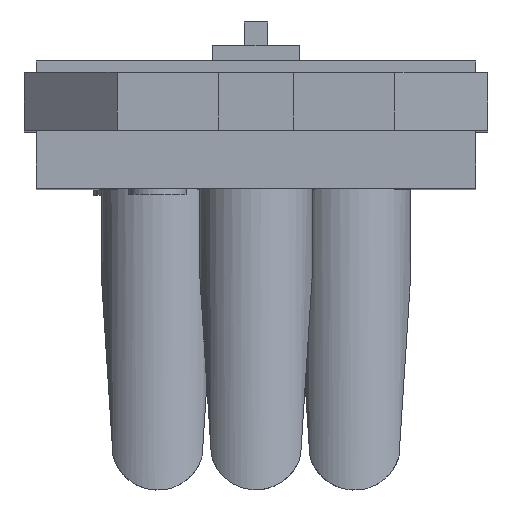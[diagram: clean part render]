
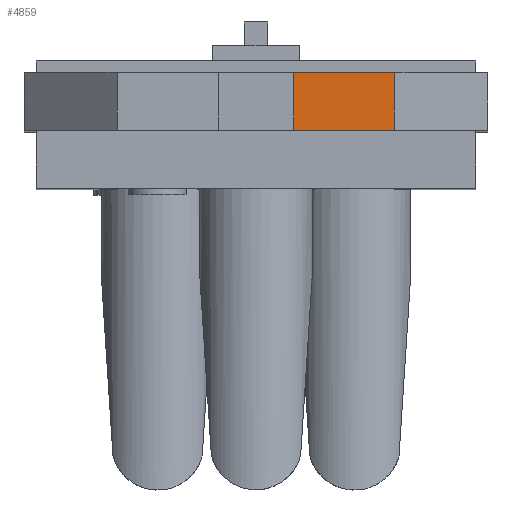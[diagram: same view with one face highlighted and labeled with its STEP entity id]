
A CAD part, top view. The second image highlights one B-rep face of the part: STEP entity #4859.
In plain terms, the highlighted planar face has unit normal (0, 0, 1).
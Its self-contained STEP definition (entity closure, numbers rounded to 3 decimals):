
#100 = PLANE('',#101);
#101 = AXIS2_PLACEMENT_3D('',#102,#103,#104);
#102 = CARTESIAN_POINT('',(0.,1.,6.89));
#103 = DIRECTION('',(0.,1.,0.));
#104 = DIRECTION('',(0.,0.,1.));
#156 = PLANE('',#157);
#157 = AXIS2_PLACEMENT_3D('',#158,#159,#160);
#158 = CARTESIAN_POINT('',(0.,2.,6.89));
#159 = DIRECTION('',(0.,1.,0.));
#160 = DIRECTION('',(0.,0.,1.));
#1108 = VERTEX_POINT('',#1109);
#1109 = CARTESIAN_POINT('',(0.65,1.,9.1));
#1123 = PLANE('',#1124);
#1124 = AXIS2_PLACEMENT_3D('',#1125,#1126,#1127);
#1125 = CARTESIAN_POINT('',(0.65,1.,9.1));
#1126 = DIRECTION('',(1.,0.,0.));
#1127 = DIRECTION('',(0.,0.,1.));
#1135 = EDGE_CURVE('',#1136,#1108,#1138,.T.);
#1136 = VERTEX_POINT('',#1137);
#1137 = CARTESIAN_POINT('',(2.4,1.,9.1));
#1138 = SURFACE_CURVE('',#1139,(#1143,#1150),.PCURVE_S1.);
#1139 = LINE('',#1140,#1141);
#1140 = CARTESIAN_POINT('',(2.4,1.,9.1));
#1141 = VECTOR('',#1142,1.);
#1142 = DIRECTION('',(-1.,0.,0.));
#1143 = PCURVE('',#100,#1144);
#1144 = DEFINITIONAL_REPRESENTATION('',(#1145),#1149);
#1145 = LINE('',#1146,#1147);
#1146 = CARTESIAN_POINT('',(2.21,2.4));
#1147 = VECTOR('',#1148,1.);
#1148 = DIRECTION('',(-0.,-1.));
#1149 = ( GEOMETRIC_REPRESENTATION_CONTEXT(2) 
PARAMETRIC_REPRESENTATION_CONTEXT() REPRESENTATION_CONTEXT('2D SPACE',''
  ) );
#1150 = PCURVE('',#1151,#1156);
#1151 = PLANE('',#1152);
#1152 = AXIS2_PLACEMENT_3D('',#1153,#1154,#1155);
#1153 = CARTESIAN_POINT('',(2.4,1.,9.1));
#1154 = DIRECTION('',(0.,0.,1.));
#1155 = DIRECTION('',(-1.,0.,0.));
#1156 = DEFINITIONAL_REPRESENTATION('',(#1157),#1161);
#1157 = LINE('',#1158,#1159);
#1158 = CARTESIAN_POINT('',(0.,-0.));
#1159 = VECTOR('',#1160,1.);
#1160 = DIRECTION('',(1.,0.));
#1161 = ( GEOMETRIC_REPRESENTATION_CONTEXT(2) 
PARAMETRIC_REPRESENTATION_CONTEXT() REPRESENTATION_CONTEXT('2D SPACE',''
  ) );
#1179 = PLANE('',#1180);
#1180 = AXIS2_PLACEMENT_3D('',#1181,#1182,#1183);
#1181 = CARTESIAN_POINT('',(4.,1.,7.5));
#1182 = DIRECTION('',(0.707,0.,0.707));
#1183 = DIRECTION('',(-0.707,0.,0.707));
#1534 = VERTEX_POINT('',#1535);
#1535 = CARTESIAN_POINT('',(0.65,2.,9.1));
#1556 = EDGE_CURVE('',#1557,#1534,#1559,.T.);
#1557 = VERTEX_POINT('',#1558);
#1558 = CARTESIAN_POINT('',(2.4,2.,9.1));
#1559 = SURFACE_CURVE('',#1560,(#1564,#1571),.PCURVE_S1.);
#1560 = LINE('',#1561,#1562);
#1561 = CARTESIAN_POINT('',(2.4,2.,9.1));
#1562 = VECTOR('',#1563,1.);
#1563 = DIRECTION('',(-1.,0.,0.));
#1564 = PCURVE('',#156,#1565);
#1565 = DEFINITIONAL_REPRESENTATION('',(#1566),#1570);
#1566 = LINE('',#1567,#1568);
#1567 = CARTESIAN_POINT('',(2.21,2.4));
#1568 = VECTOR('',#1569,1.);
#1569 = DIRECTION('',(-0.,-1.));
#1570 = ( GEOMETRIC_REPRESENTATION_CONTEXT(2) 
PARAMETRIC_REPRESENTATION_CONTEXT() REPRESENTATION_CONTEXT('2D SPACE',''
  ) );
#1571 = PCURVE('',#1151,#1572);
#1572 = DEFINITIONAL_REPRESENTATION('',(#1573),#1577);
#1573 = LINE('',#1574,#1575);
#1574 = CARTESIAN_POINT('',(0.,-1.));
#1575 = VECTOR('',#1576,1.);
#1576 = DIRECTION('',(1.,0.));
#1577 = ( GEOMETRIC_REPRESENTATION_CONTEXT(2) 
PARAMETRIC_REPRESENTATION_CONTEXT() REPRESENTATION_CONTEXT('2D SPACE',''
  ) );
#4838 = EDGE_CURVE('',#1136,#1557,#4839,.T.);
#4839 = SURFACE_CURVE('',#4840,(#4844,#4851),.PCURVE_S1.);
#4840 = LINE('',#4841,#4842);
#4841 = CARTESIAN_POINT('',(2.4,1.,9.1));
#4842 = VECTOR('',#4843,1.);
#4843 = DIRECTION('',(0.,1.,0.));
#4844 = PCURVE('',#1179,#4845);
#4845 = DEFINITIONAL_REPRESENTATION('',(#4846),#4850);
#4846 = LINE('',#4847,#4848);
#4847 = CARTESIAN_POINT('',(2.263,0.));
#4848 = VECTOR('',#4849,1.);
#4849 = DIRECTION('',(-0.,-1.));
#4850 = ( GEOMETRIC_REPRESENTATION_CONTEXT(2) 
PARAMETRIC_REPRESENTATION_CONTEXT() REPRESENTATION_CONTEXT('2D SPACE',''
  ) );
#4851 = PCURVE('',#1151,#4852);
#4852 = DEFINITIONAL_REPRESENTATION('',(#4853),#4857);
#4853 = LINE('',#4854,#4855);
#4854 = CARTESIAN_POINT('',(0.,-0.));
#4855 = VECTOR('',#4856,1.);
#4856 = DIRECTION('',(0.,-1.));
#4857 = ( GEOMETRIC_REPRESENTATION_CONTEXT(2) 
PARAMETRIC_REPRESENTATION_CONTEXT() REPRESENTATION_CONTEXT('2D SPACE',''
  ) );
#4859 = ADVANCED_FACE('',(#4860),#1151,.T.);
#4860 = FACE_BOUND('',#4861,.T.);
#4861 = EDGE_LOOP('',(#4862,#4863,#4864,#4885));
#4862 = ORIENTED_EDGE('',*,*,#4838,.T.);
#4863 = ORIENTED_EDGE('',*,*,#1556,.T.);
#4864 = ORIENTED_EDGE('',*,*,#4865,.F.);
#4865 = EDGE_CURVE('',#1108,#1534,#4866,.T.);
#4866 = SURFACE_CURVE('',#4867,(#4871,#4878),.PCURVE_S1.);
#4867 = LINE('',#4868,#4869);
#4868 = CARTESIAN_POINT('',(0.65,1.,9.1));
#4869 = VECTOR('',#4870,1.);
#4870 = DIRECTION('',(0.,1.,0.));
#4871 = PCURVE('',#1151,#4872);
#4872 = DEFINITIONAL_REPRESENTATION('',(#4873),#4877);
#4873 = LINE('',#4874,#4875);
#4874 = CARTESIAN_POINT('',(1.75,0.));
#4875 = VECTOR('',#4876,1.);
#4876 = DIRECTION('',(0.,-1.));
#4877 = ( GEOMETRIC_REPRESENTATION_CONTEXT(2) 
PARAMETRIC_REPRESENTATION_CONTEXT() REPRESENTATION_CONTEXT('2D SPACE',''
  ) );
#4878 = PCURVE('',#1123,#4879);
#4879 = DEFINITIONAL_REPRESENTATION('',(#4880),#4884);
#4880 = LINE('',#4881,#4882);
#4881 = CARTESIAN_POINT('',(0.,0.));
#4882 = VECTOR('',#4883,1.);
#4883 = DIRECTION('',(0.,-1.));
#4884 = ( GEOMETRIC_REPRESENTATION_CONTEXT(2) 
PARAMETRIC_REPRESENTATION_CONTEXT() REPRESENTATION_CONTEXT('2D SPACE',''
  ) );
#4885 = ORIENTED_EDGE('',*,*,#1135,.F.);
